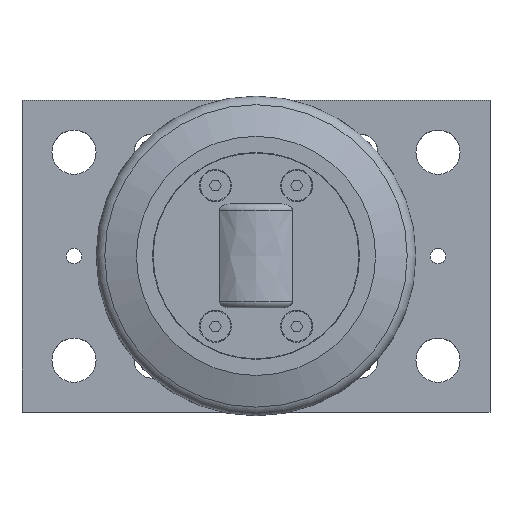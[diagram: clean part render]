
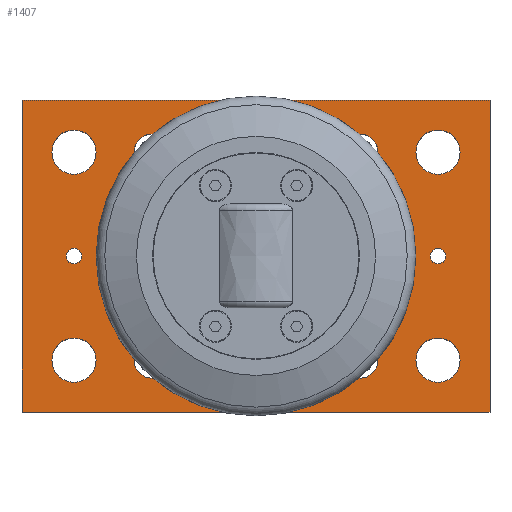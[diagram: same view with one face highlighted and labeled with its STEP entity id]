
A CAD part, top view. The second image highlights one B-rep face of the part: STEP entity #1407.
In plain terms, the highlighted planar face has unit normal (0, 0, 1).
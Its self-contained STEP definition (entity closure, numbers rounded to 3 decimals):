
#59=FACE_BOUND('',#336,.T.);
#60=FACE_BOUND('',#337,.T.);
#61=FACE_BOUND('',#338,.T.);
#62=FACE_BOUND('',#339,.T.);
#63=FACE_BOUND('',#340,.T.);
#64=FACE_BOUND('',#341,.T.);
#65=FACE_BOUND('',#342,.T.);
#66=FACE_BOUND('',#343,.T.);
#67=FACE_BOUND('',#344,.T.);
#68=FACE_BOUND('',#345,.T.);
#69=FACE_BOUND('',#346,.T.);
#106=CIRCLE('',#1528,3.);
#108=CIRCLE('',#1531,3.);
#110=CIRCLE('',#1534,8.5);
#112=CIRCLE('',#1537,8.5);
#114=CIRCLE('',#1540,8.5);
#116=CIRCLE('',#1543,8.5);
#118=CIRCLE('',#1546,6.918);
#119=CIRCLE('',#1547,6.918);
#121=CIRCLE('',#1550,6.918);
#122=CIRCLE('',#1551,6.918);
#124=CIRCLE('',#1554,6.918);
#125=CIRCLE('',#1555,6.918);
#127=CIRCLE('',#1558,6.918);
#128=CIRCLE('',#1559,6.918);
#130=CIRCLE('',#1563,39.5);
#233=FACE_OUTER_BOUND('',#335,.T.);
#335=EDGE_LOOP('',(#1224,#1225,#1226,#1227));
#336=EDGE_LOOP('',(#1228,#1229));
#337=EDGE_LOOP('',(#1230,#1231));
#338=EDGE_LOOP('',(#1232,#1233));
#339=EDGE_LOOP('',(#1234,#1235));
#340=EDGE_LOOP('',(#1236));
#341=EDGE_LOOP('',(#1237));
#342=EDGE_LOOP('',(#1238));
#343=EDGE_LOOP('',(#1239));
#344=EDGE_LOOP('',(#1240));
#345=EDGE_LOOP('',(#1241));
#346=EDGE_LOOP('',(#1242));
#442=LINE('',#2329,#552);
#446=LINE('',#2337,#556);
#449=LINE('',#2343,#559);
#452=LINE('',#2348,#562);
#552=VECTOR('',#1850,10.);
#556=VECTOR('',#1856,10.);
#559=VECTOR('',#1861,10.);
#562=VECTOR('',#1866,10.);
#664=VERTEX_POINT('',#2327);
#665=VERTEX_POINT('',#2328);
#668=VERTEX_POINT('',#2336);
#670=VERTEX_POINT('',#2342);
#672=VERTEX_POINT('',#2351);
#674=VERTEX_POINT('',#2357);
#676=VERTEX_POINT('',#2363);
#678=VERTEX_POINT('',#2369);
#680=VERTEX_POINT('',#2375);
#682=VERTEX_POINT('',#2381);
#684=VERTEX_POINT('',#2387);
#685=VERTEX_POINT('',#2388);
#687=VERTEX_POINT('',#2395);
#688=VERTEX_POINT('',#2396);
#690=VERTEX_POINT('',#2403);
#691=VERTEX_POINT('',#2404);
#693=VERTEX_POINT('',#2411);
#694=VERTEX_POINT('',#2412);
#696=VERTEX_POINT('',#2420);
#836=EDGE_CURVE('',#664,#665,#442,.T.);
#840=EDGE_CURVE('',#668,#664,#446,.T.);
#843=EDGE_CURVE('',#670,#668,#449,.T.);
#846=EDGE_CURVE('',#665,#670,#452,.T.);
#848=EDGE_CURVE('',#672,#672,#106,.T.);
#851=EDGE_CURVE('',#674,#674,#108,.T.);
#854=EDGE_CURVE('',#676,#676,#110,.T.);
#857=EDGE_CURVE('',#678,#678,#112,.T.);
#860=EDGE_CURVE('',#680,#680,#114,.T.);
#863=EDGE_CURVE('',#682,#682,#116,.T.);
#866=EDGE_CURVE('',#684,#685,#118,.T.);
#867=EDGE_CURVE('',#685,#684,#119,.T.);
#870=EDGE_CURVE('',#687,#688,#121,.T.);
#871=EDGE_CURVE('',#688,#687,#122,.T.);
#874=EDGE_CURVE('',#690,#691,#124,.T.);
#875=EDGE_CURVE('',#691,#690,#125,.T.);
#878=EDGE_CURVE('',#693,#694,#127,.T.);
#879=EDGE_CURVE('',#694,#693,#128,.T.);
#882=EDGE_CURVE('',#696,#696,#130,.T.);
#1224=ORIENTED_EDGE('',*,*,#846,.F.);
#1225=ORIENTED_EDGE('',*,*,#836,.F.);
#1226=ORIENTED_EDGE('',*,*,#840,.F.);
#1227=ORIENTED_EDGE('',*,*,#843,.F.);
#1228=ORIENTED_EDGE('',*,*,#878,.T.);
#1229=ORIENTED_EDGE('',*,*,#879,.T.);
#1230=ORIENTED_EDGE('',*,*,#874,.T.);
#1231=ORIENTED_EDGE('',*,*,#875,.T.);
#1232=ORIENTED_EDGE('',*,*,#870,.T.);
#1233=ORIENTED_EDGE('',*,*,#871,.T.);
#1234=ORIENTED_EDGE('',*,*,#866,.T.);
#1235=ORIENTED_EDGE('',*,*,#867,.T.);
#1236=ORIENTED_EDGE('',*,*,#863,.T.);
#1237=ORIENTED_EDGE('',*,*,#860,.T.);
#1238=ORIENTED_EDGE('',*,*,#857,.T.);
#1239=ORIENTED_EDGE('',*,*,#854,.T.);
#1240=ORIENTED_EDGE('',*,*,#851,.T.);
#1241=ORIENTED_EDGE('',*,*,#848,.T.);
#1242=ORIENTED_EDGE('',*,*,#882,.T.);
#1336=PLANE('',#1562);
#1407=ADVANCED_FACE('',(#233,#59,#60,#61,#62,#63,#64,#65,#66,#67,#68,#69),
#1336,.T.);
#1528=AXIS2_PLACEMENT_3D('',#2352,#1870,#1871);
#1531=AXIS2_PLACEMENT_3D('',#2358,#1877,#1878);
#1534=AXIS2_PLACEMENT_3D('',#2364,#1884,#1885);
#1537=AXIS2_PLACEMENT_3D('',#2370,#1891,#1892);
#1540=AXIS2_PLACEMENT_3D('',#2376,#1898,#1899);
#1543=AXIS2_PLACEMENT_3D('',#2382,#1905,#1906);
#1546=AXIS2_PLACEMENT_3D('',#2389,#1912,#1913);
#1547=AXIS2_PLACEMENT_3D('',#2390,#1914,#1915);
#1550=AXIS2_PLACEMENT_3D('',#2397,#1921,#1922);
#1551=AXIS2_PLACEMENT_3D('',#2398,#1923,#1924);
#1554=AXIS2_PLACEMENT_3D('',#2405,#1930,#1931);
#1555=AXIS2_PLACEMENT_3D('',#2406,#1932,#1933);
#1558=AXIS2_PLACEMENT_3D('',#2413,#1939,#1940);
#1559=AXIS2_PLACEMENT_3D('',#2414,#1941,#1942);
#1562=AXIS2_PLACEMENT_3D('',#2419,#1948,#1949);
#1563=AXIS2_PLACEMENT_3D('',#2421,#1950,#1951);
#1850=DIRECTION('',(-1.,0.,0.));
#1856=DIRECTION('',(0.,-1.,0.));
#1861=DIRECTION('',(1.,0.,0.));
#1866=DIRECTION('',(0.,1.,0.));
#1870=DIRECTION('center_axis',(0.,0.,-1.));
#1871=DIRECTION('ref_axis',(-1.,0.,0.));
#1877=DIRECTION('center_axis',(0.,0.,-1.));
#1878=DIRECTION('ref_axis',(-1.,0.,0.));
#1884=DIRECTION('center_axis',(0.,0.,-1.));
#1885=DIRECTION('ref_axis',(-1.,0.,0.));
#1891=DIRECTION('center_axis',(0.,0.,-1.));
#1892=DIRECTION('ref_axis',(-1.,0.,0.));
#1898=DIRECTION('center_axis',(0.,0.,-1.));
#1899=DIRECTION('ref_axis',(-1.,0.,0.));
#1905=DIRECTION('center_axis',(0.,0.,-1.));
#1906=DIRECTION('ref_axis',(-1.,0.,0.));
#1912=DIRECTION('center_axis',(0.,0.,-1.));
#1913=DIRECTION('ref_axis',(1.,0.,0.));
#1914=DIRECTION('center_axis',(0.,0.,-1.));
#1915=DIRECTION('ref_axis',(1.,0.,0.));
#1921=DIRECTION('center_axis',(0.,0.,-1.));
#1922=DIRECTION('ref_axis',(1.,0.,0.));
#1923=DIRECTION('center_axis',(0.,0.,-1.));
#1924=DIRECTION('ref_axis',(1.,0.,0.));
#1930=DIRECTION('center_axis',(0.,0.,-1.));
#1931=DIRECTION('ref_axis',(1.,0.,0.));
#1932=DIRECTION('center_axis',(0.,0.,-1.));
#1933=DIRECTION('ref_axis',(1.,0.,0.));
#1939=DIRECTION('center_axis',(0.,0.,-1.));
#1940=DIRECTION('ref_axis',(1.,0.,0.));
#1941=DIRECTION('center_axis',(0.,0.,-1.));
#1942=DIRECTION('ref_axis',(1.,0.,0.));
#1948=DIRECTION('center_axis',(0.,0.,1.));
#1949=DIRECTION('ref_axis',(1.,0.,0.));
#1950=DIRECTION('center_axis',(0.,0.,-1.));
#1951=DIRECTION('ref_axis',(0.,-1.,0.));
#2327=CARTESIAN_POINT('',(180.,0.,20.));
#2328=CARTESIAN_POINT('',(0.,0.,20.));
#2329=CARTESIAN_POINT('',(0.,0.,20.));
#2336=CARTESIAN_POINT('',(180.,120.,20.));
#2337=CARTESIAN_POINT('',(180.,0.,20.));
#2342=CARTESIAN_POINT('',(0.,120.,20.));
#2343=CARTESIAN_POINT('',(180.,120.,20.));
#2348=CARTESIAN_POINT('',(0.,120.,20.));
#2351=CARTESIAN_POINT('',(23.,60.,20.));
#2352=CARTESIAN_POINT('Origin',(20.,60.,20.));
#2357=CARTESIAN_POINT('',(163.,60.,20.));
#2358=CARTESIAN_POINT('Origin',(160.,60.,20.));
#2363=CARTESIAN_POINT('',(168.5,100.,20.));
#2364=CARTESIAN_POINT('Origin',(160.,100.,20.));
#2369=CARTESIAN_POINT('',(168.5,20.,20.));
#2370=CARTESIAN_POINT('Origin',(160.,20.,20.));
#2375=CARTESIAN_POINT('',(28.5,100.,20.));
#2376=CARTESIAN_POINT('Origin',(20.,100.,20.));
#2381=CARTESIAN_POINT('',(28.5,20.,20.));
#2382=CARTESIAN_POINT('Origin',(20.,20.,20.));
#2387=CARTESIAN_POINT('',(56.918,100.,20.));
#2388=CARTESIAN_POINT('',(43.083,100.,20.));
#2389=CARTESIAN_POINT('Origin',(50.,100.,20.));
#2390=CARTESIAN_POINT('Origin',(50.,100.,20.));
#2395=CARTESIAN_POINT('',(136.918,100.,20.));
#2396=CARTESIAN_POINT('',(123.083,100.,20.));
#2397=CARTESIAN_POINT('Origin',(130.,100.,20.));
#2398=CARTESIAN_POINT('Origin',(130.,100.,20.));
#2403=CARTESIAN_POINT('',(136.918,20.,20.));
#2404=CARTESIAN_POINT('',(123.083,20.,20.));
#2405=CARTESIAN_POINT('Origin',(130.,20.,20.));
#2406=CARTESIAN_POINT('Origin',(130.,20.,20.));
#2411=CARTESIAN_POINT('',(56.918,20.,20.));
#2412=CARTESIAN_POINT('',(43.083,20.,20.));
#2413=CARTESIAN_POINT('Origin',(50.,20.,20.));
#2414=CARTESIAN_POINT('Origin',(50.,20.,20.));
#2419=CARTESIAN_POINT('Origin',(90.,60.,20.));
#2420=CARTESIAN_POINT('',(90.,99.5,20.));
#2421=CARTESIAN_POINT('Origin',(90.,60.,20.));
